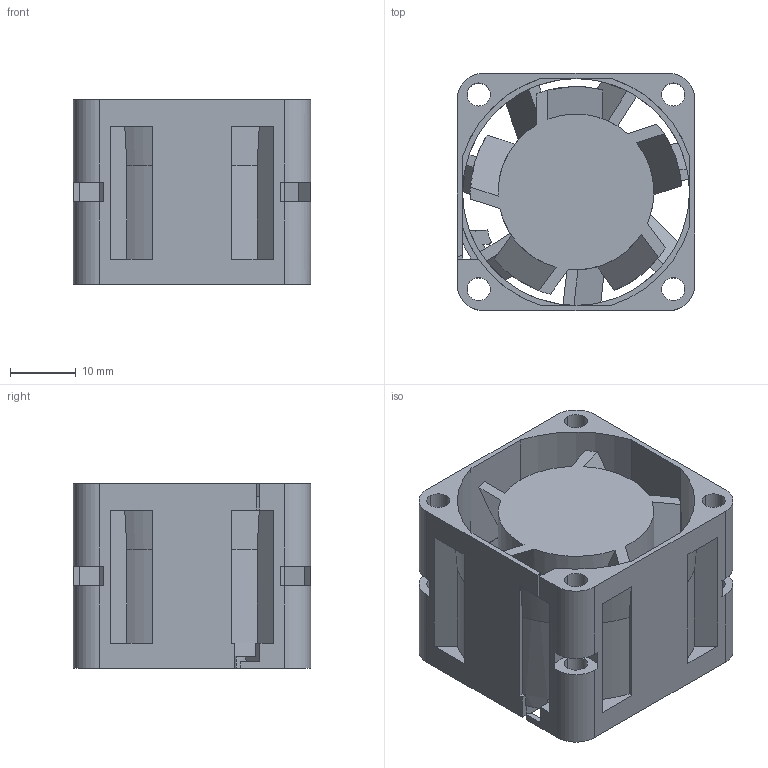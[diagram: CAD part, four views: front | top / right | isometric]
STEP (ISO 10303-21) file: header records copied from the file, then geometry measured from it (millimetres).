
FILE_DESCRIPTION((''),'2;1');
FILE_NAME('FFB03612EHNYCL_ASM','2017-08-23T',('DJOKOVIC.LIU'),(''),'CREO PARAMETRIC BY PTC INC, 2015080','CREO PARAMETRIC BY PTC INC, 2015080','');
FILE_SCHEMA(('CONFIG_CONTROL_DESIGN'));
Length unit declared in the file: millimetre
Products named in the file (4): FFB036XX-XXN_FRAME_1; PRT0001_1; ASM0001_ASM_1_ASM; FFB03612EHNYCL_ASM
Assembly tree (3 placements, depth 3):
  FFB03612EHNYCL_ASM
    ASM0001_ASM_1_ASM
      FFB036XX-XXN_FRAME_1
      PRT0001_1
Bounding box: 36 x 36 x 28 mm (x, y, z)
Volume: 17258.6 mm3; surface area: 14352.5 mm2
Topology: 2 solids, 2 shells, 230 faces, 675 edges, 447 vertices
Faces by surface type: plane 137, cylinder 71, cone 19, extrusion 3
Entity records: 8113 total; most frequent: CARTESIAN_POINT 1867, ORIENTED_EDGE 1350, DIRECTION 1223, EDGE_CURVE 675, VERTEX_POINT 447, AXIS2_PLACEMENT_3D 424, VECTOR 375, LINE 372
